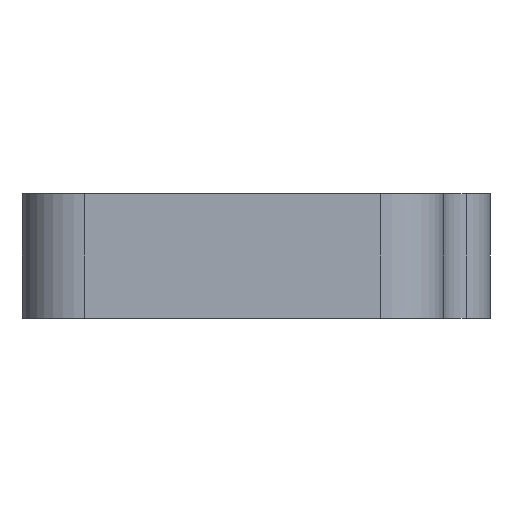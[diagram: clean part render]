
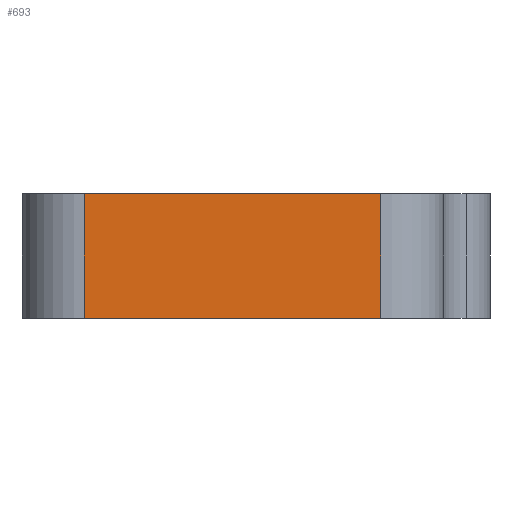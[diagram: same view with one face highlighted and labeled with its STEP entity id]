
A CAD part, left-side view. The second image highlights one B-rep face of the part: STEP entity #693.
In plain terms, the highlighted planar face has unit normal (-1, 0, 0).
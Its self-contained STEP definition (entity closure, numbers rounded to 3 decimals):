
#26=PLANE('',#761);
#46=FACE_OUTER_BOUND('',#87,.T.);
#87=EDGE_LOOP('',(#502,#503,#504,#505));
#126=LINE('',#1032,#195);
#128=LINE('',#1038,#197);
#141=LINE('',#1094,#210);
#142=LINE('',#1095,#211);
#195=VECTOR('',#819,10.);
#197=VECTOR('',#825,10.);
#210=VECTOR('',#870,10.);
#211=VECTOR('',#871,10.);
#299=VERTEX_POINT('',#1029);
#300=VERTEX_POINT('',#1031);
#302=VERTEX_POINT('',#1037);
#329=VERTEX_POINT('',#1093);
#367=EDGE_CURVE('',#299,#300,#126,.T.);
#370=EDGE_CURVE('',#302,#300,#128,.T.);
#398=EDGE_CURVE('',#329,#299,#141,.T.);
#399=EDGE_CURVE('',#302,#329,#142,.T.);
#502=ORIENTED_EDGE('',*,*,#367,.F.);
#503=ORIENTED_EDGE('',*,*,#398,.F.);
#504=ORIENTED_EDGE('',*,*,#399,.F.);
#505=ORIENTED_EDGE('',*,*,#370,.T.);
#693=ADVANCED_FACE('',(#46),#26,.T.);
#761=AXIS2_PLACEMENT_3D('',#1092,#868,#869);
#819=DIRECTION('',(0.,0.,-1.));
#825=DIRECTION('',(0.,-1.,0.));
#868=DIRECTION('center_axis',(-1.,0.,0.));
#869=DIRECTION('ref_axis',(0.,-1.,0.));
#870=DIRECTION('',(0.,-1.,0.));
#871=DIRECTION('',(0.,0.,1.));
#1029=CARTESIAN_POINT('',(0.,3.5,4.));
#1031=CARTESIAN_POINT('',(0.,3.5,0.));
#1032=CARTESIAN_POINT('',(0.,3.5,2.));
#1037=CARTESIAN_POINT('',(0.,13.,0.));
#1038=CARTESIAN_POINT('',(0.,15.,0.));
#1092=CARTESIAN_POINT('Origin',(0.,15.,0.));
#1093=CARTESIAN_POINT('',(0.,13.,4.));
#1094=CARTESIAN_POINT('',(0.,15.,4.));
#1095=CARTESIAN_POINT('',(0.,13.,0.));
